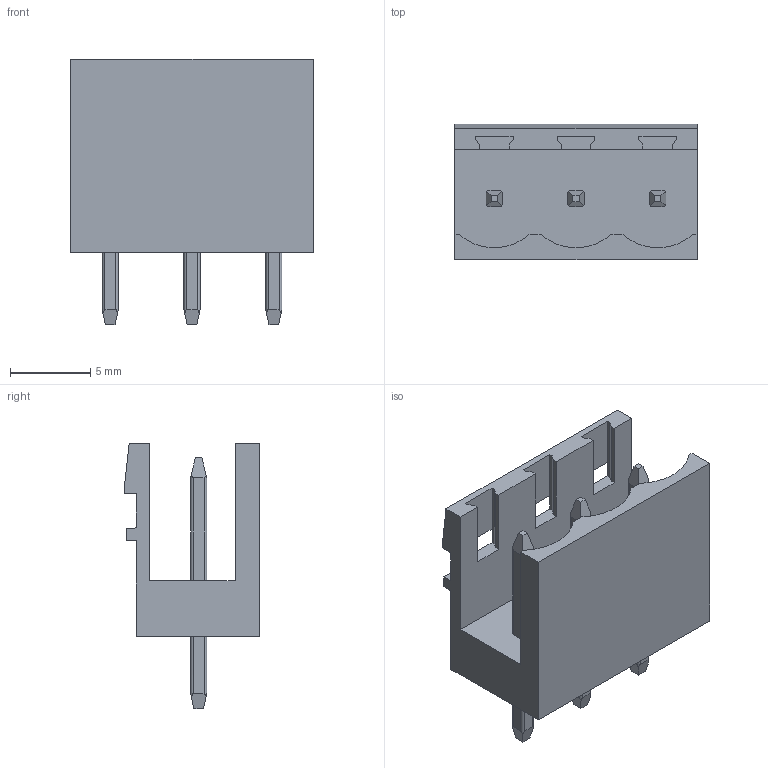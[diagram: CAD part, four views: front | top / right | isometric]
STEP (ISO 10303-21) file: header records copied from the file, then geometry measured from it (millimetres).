
FILE_DESCRIPTION(('CATIA V5 STEP Exchange','CAx-IF Rec.Pracs.--- Model Styling and Organization---1.4--- 2014-01-23'),'2;1');
FILE_NAME ('D1486301_0', '2021-05-14T10:50:58+00:00', ('none'), ('Weidmueller'), 'CATIA Version 5-6 Release 2016 SP3 HF44', 'CATIA V5 STEP AP214', 'none');
FILE_SCHEMA(('AUTOMOTIVE_DESIGN { 1 0 10303 214 1 1 1 1 }'));
Length unit declared in the file: millimetre
Products named in the file (1): 1549110000
Bounding box: 15.04 x 8.43 x 16.5 mm (x, y, z)
Volume: 689.2 mm3; surface area: 1209.2 mm2
Topology: 4 solids, 4 shells, 127 faces, 375 edges, 250 vertices
Faces by surface type: plane 98, cylinder 29
Entity records: 4789 total; most frequent: CARTESIAN_POINT 1371, ORIENTED_EDGE 750, DIRECTION 545, EDGE_CURVE 375, VECTOR 293, LINE 293, VERTEX_POINT 250, AXIS2_PLACEMENT_3D 144
